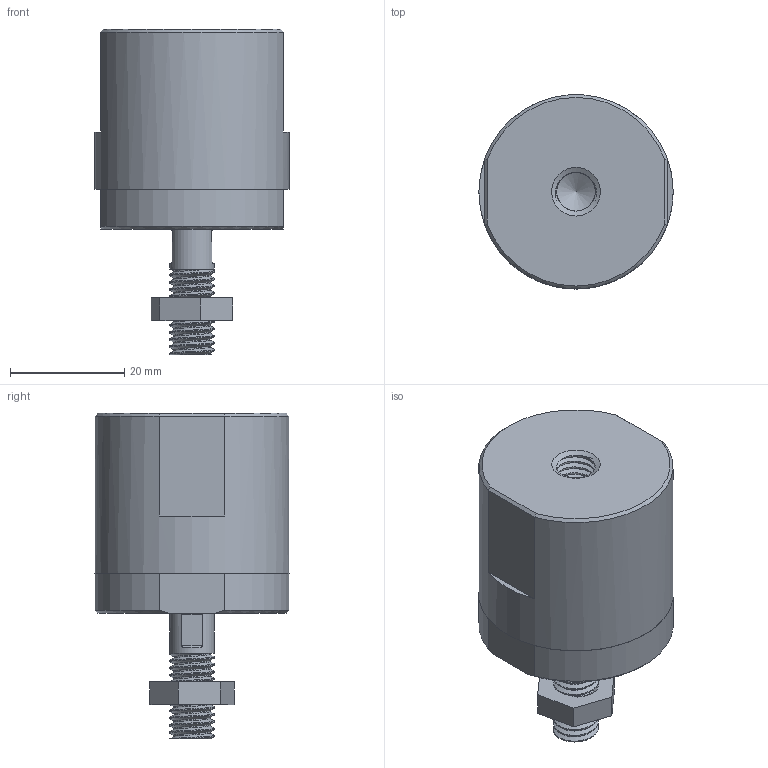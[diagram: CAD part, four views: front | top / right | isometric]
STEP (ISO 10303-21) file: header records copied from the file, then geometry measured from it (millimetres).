
FILE_DESCRIPTION(/* description */ (''),/* implementation_level */ '2;1');
FILE_NAME(/* name */ '10018 M8 Floatmatic.step',/* time_stamp */ '2020-07-31T09:44:41+02:00',/* author */ (''),/* organization */ (''),/* preprocessor_version */ 'ST-DEVELOPER v18.1',/* originating_system */ 'Autodesk Translation Framework v9.3.0.1241',/* authorisation */ '');
FILE_SCHEMA (('AUTOMOTIVE_DESIGN { 1 0 10303 214 3 1 1 }'));
Length unit declared in the file: millimetre
Products named in the file (7): 10018; 10019; 10023; 10022; 10021; 10020 ; M8 DIN439
Assembly tree (6 placements, depth 2):
  10018
    10019
    10023
    10022
    10021
    10020 
    M8 DIN439
Bounding box: 34 x 34 x 57 mm (x, y, z)
Volume: 28377.2 mm3; surface area: 15269.3 mm2
Topology: 6 solids, 6 shells, 168 faces, 442 edges, 291 vertices
Faces by surface type: cylinder 106, plane 40, bspline 10, torus 6, cone 6
Full cylindrical faces by diameter (mm): 6.446 x5, 6.779 x7, 7.866 x9, 8.17 x4, 8.5 x1, 16 x1, 19 x2, 27 x1, 28 x1, 28.738 x6, 29.035 x8, 29.884 x6, 30.157 x7, 34 x1
Entity records: 13917 total; most frequent: CARTESIAN_POINT 9949, ORIENTED_EDGE 882, DIRECTION 631, EDGE_CURVE 441, VERTEX_POINT 291, AXIS2_PLACEMENT_3D 244, B_SPLINE_CURVE_WITH_KNOTS 221, EDGE_LOOP 180
